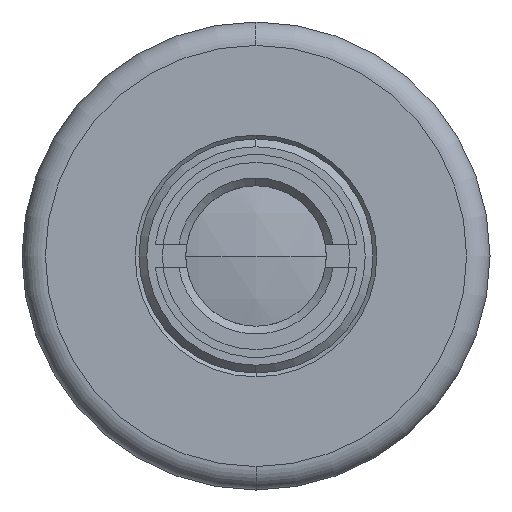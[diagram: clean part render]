
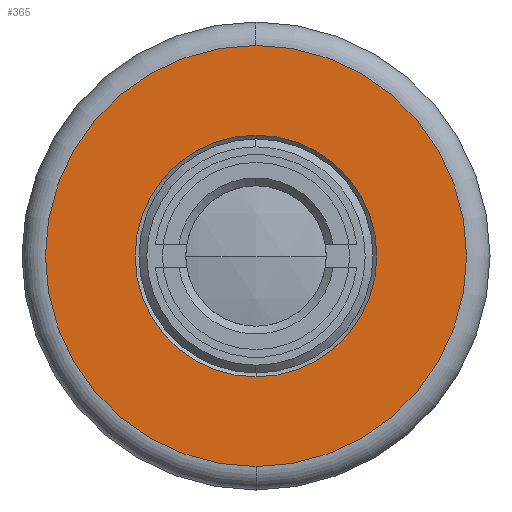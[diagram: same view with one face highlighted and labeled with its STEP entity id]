
A CAD part, left-side view. The second image highlights one B-rep face of the part: STEP entity #365.
In plain terms, the highlighted planar face has unit normal (-1, 0, 0).
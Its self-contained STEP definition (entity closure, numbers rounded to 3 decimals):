
#5 = CARTESIAN_POINT ( 'NONE',  ( 54.409, 0., 0. ) ) ;
#21 = CARTESIAN_POINT ( 'NONE',  ( 54.409, 0., 0. ) ) ;
#51 = AXIS2_PLACEMENT_3D ( 'NONE', #5, #1098, #1460 ) ;
#71 = VERTEX_POINT ( 'NONE', #1286 ) ;
#137 = VERTEX_POINT ( 'NONE', #687 ) ;
#142 = DIRECTION ( 'NONE',  ( 0., 0., -1. ) ) ;
#230 = ORIENTED_EDGE ( 'NONE', *, *, #1513, .T. ) ;
#232 = EDGE_CURVE ( 'NONE', #137, #965, #1392, .T. ) ;
#268 = DIRECTION ( 'NONE',  ( 0., 0., -1. ) ) ;
#269 = EDGE_CURVE ( 'NONE', #71, #750, #330, .T. ) ;
#330 = CIRCLE ( 'NONE', #691, 7.75 ) ;
#365 = ADVANCED_FACE ( 'NONE', ( #1227, #661 ), #1144, .F. ) ;
#384 = AXIS2_PLACEMENT_3D ( 'NONE', #538, #644, #1254 ) ;
#470 = EDGE_LOOP ( 'NONE', ( #230, #1079 ) ) ;
#538 = CARTESIAN_POINT ( 'NONE',  ( 54.409, 0., 0. ) ) ;
#624 = ORIENTED_EDGE ( 'NONE', *, *, #269, .T. ) ;
#644 = DIRECTION ( 'NONE',  ( 1., 0., 0. ) ) ;
#661 = FACE_BOUND ( 'NONE', #803, .T. ) ;
#687 = CARTESIAN_POINT ( 'NONE',  ( 54.409, 0., 13.5 ) ) ;
#691 = AXIS2_PLACEMENT_3D ( 'NONE', #21, #989, #966 ) ;
#750 = VERTEX_POINT ( 'NONE', #1283 ) ;
#803 = EDGE_LOOP ( 'NONE', ( #624, #897 ) ) ;
#887 = CARTESIAN_POINT ( 'NONE',  ( 54.409, 7.25, 0. ) ) ;
#897 = ORIENTED_EDGE ( 'NONE', *, *, #1429, .T. ) ;
#900 = DIRECTION ( 'NONE',  ( -1., 0., 0. ) ) ;
#918 = CIRCLE ( 'NONE', #384, 7.75 ) ;
#965 = VERTEX_POINT ( 'NONE', #1179 ) ;
#966 = DIRECTION ( 'NONE',  ( 0., 0., -1. ) ) ;
#989 = DIRECTION ( 'NONE',  ( 1., 0., 0. ) ) ;
#1070 = AXIS2_PLACEMENT_3D ( 'NONE', #887, #1129, #142 ) ;
#1079 = ORIENTED_EDGE ( 'NONE', *, *, #232, .T. ) ;
#1098 = DIRECTION ( 'NONE',  ( -1., 0., 0. ) ) ;
#1129 = DIRECTION ( 'NONE',  ( 1., 0., 0. ) ) ;
#1144 = PLANE ( 'NONE',  #1070 ) ;
#1179 = CARTESIAN_POINT ( 'NONE',  ( 54.409, 0., -13.5 ) ) ;
#1227 = FACE_OUTER_BOUND ( 'NONE', #470, .T. ) ;
#1235 = CIRCLE ( 'NONE', #1565, 13.5 ) ;
#1254 = DIRECTION ( 'NONE',  ( 0., 0., -1. ) ) ;
#1283 = CARTESIAN_POINT ( 'NONE',  ( 54.409, 0., -7.75 ) ) ;
#1286 = CARTESIAN_POINT ( 'NONE',  ( 54.409, 0., 7.75 ) ) ;
#1392 = CIRCLE ( 'NONE', #51, 13.5 ) ;
#1429 = EDGE_CURVE ( 'NONE', #750, #71, #918, .T. ) ;
#1460 = DIRECTION ( 'NONE',  ( 0., 0., -1. ) ) ;
#1502 = CARTESIAN_POINT ( 'NONE',  ( 54.409, 0., 0. ) ) ;
#1513 = EDGE_CURVE ( 'NONE', #965, #137, #1235, .T. ) ;
#1565 = AXIS2_PLACEMENT_3D ( 'NONE', #1502, #900, #268 ) ;
